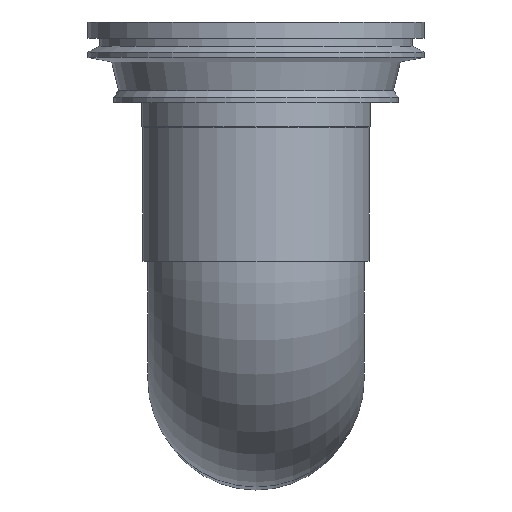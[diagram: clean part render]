
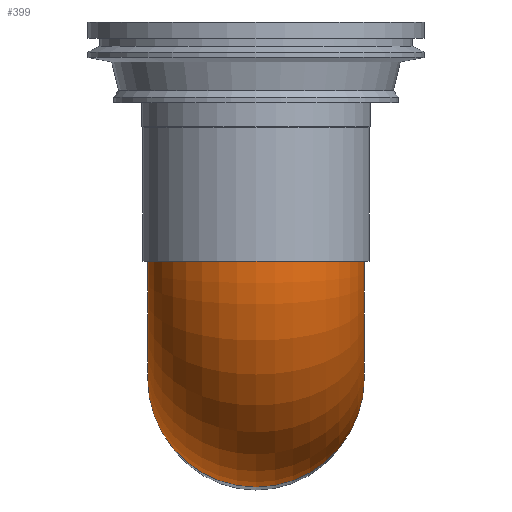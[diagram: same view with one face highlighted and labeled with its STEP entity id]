
A CAD part, left-side view. The second image highlights one B-rep face of the part: STEP entity #399.
In plain terms, the highlighted toroidal (fillet/blend) face has major radius 43.75 mm and minor radius 40.25 mm.
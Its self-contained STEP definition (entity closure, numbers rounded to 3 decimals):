
#21=TOROIDAL_SURFACE('',#477,43.75,40.25);
#103=ORIENTED_EDGE('',*,*,#145,.T.);
#104=ORIENTED_EDGE('',*,*,#143,.F.);
#143=EDGE_CURVE('',#178,#178,#213,.T.);
#145=EDGE_CURVE('',#180,#180,#215,.T.);
#178=VERTEX_POINT('',#716);
#180=VERTEX_POINT('',#722);
#213=CIRCLE('',#474,40.25);
#215=CIRCLE('',#478,40.25);
#278=EDGE_LOOP('',(#103));
#279=EDGE_LOOP('',(#104));
#348=FACE_BOUND('',#278,.T.);
#349=FACE_BOUND('',#279,.T.);
#399=ADVANCED_FACE('',(#348,#349),#21,.T.);
#474=AXIS2_PLACEMENT_3D('',#715,#602,#603);
#477=AXIS2_PLACEMENT_3D('',#720,#608,#609);
#478=AXIS2_PLACEMENT_3D('',#721,#610,#611);
#602=DIRECTION('',(0.,0.,1.));
#603=DIRECTION('',(1.,0.,0.));
#608=DIRECTION('',(0.,1.,0.));
#609=DIRECTION('',(0.,0.,1.));
#610=DIRECTION('',(-0.999,0.,0.044));
#611=DIRECTION('',(0.044,0.,0.999));
#715=CARTESIAN_POINT('',(0.,0.,-89.));
#716=CARTESIAN_POINT('',(40.25,0.,-89.));
#720=CARTESIAN_POINT('',(43.75,0.,-89.));
#721=CARTESIAN_POINT('',(41.842,0.,-132.708));
#722=CARTESIAN_POINT('',(43.597,0.,-92.497));
